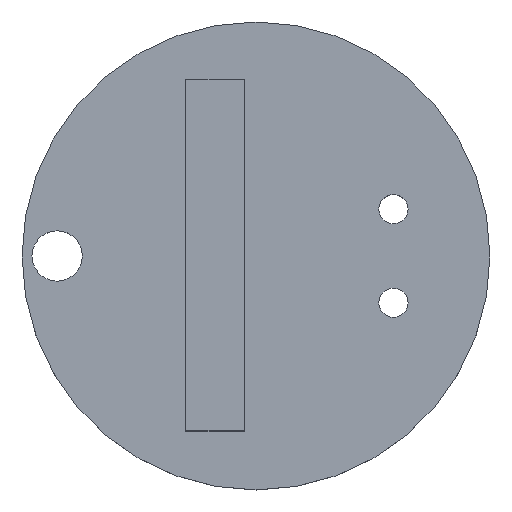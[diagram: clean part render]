
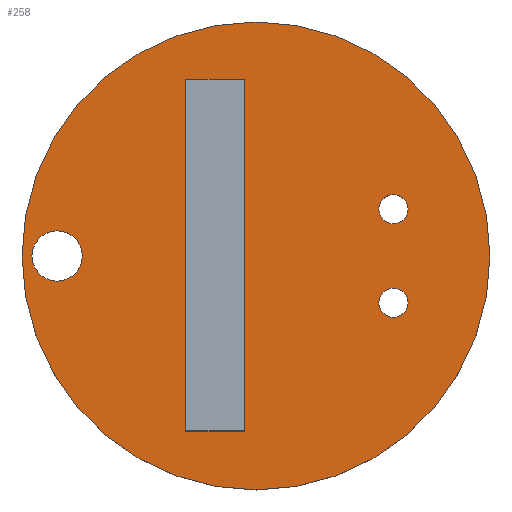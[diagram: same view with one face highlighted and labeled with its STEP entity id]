
A CAD part, top view. The second image highlights one B-rep face of the part: STEP entity #258.
In plain terms, the highlighted planar face has unit normal (0, 0, 1).
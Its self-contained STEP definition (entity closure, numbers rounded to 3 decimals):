
#15=LINE('',#408,#27);
#16=LINE('',#410,#28);
#17=LINE('',#412,#29);
#18=LINE('',#413,#30);
#27=VECTOR('',#330,1.);
#28=VECTOR('',#331,1.);
#29=VECTOR('',#332,1.);
#30=VECTOR('',#333,1.);
#52=FACE_BOUND('',#93,.T.);
#53=FACE_BOUND('',#94,.T.);
#54=FACE_BOUND('',#95,.T.);
#55=FACE_BOUND('',#96,.T.);
#70=FACE_OUTER_BOUND('',#92,.T.);
#92=EDGE_LOOP('',(#198));
#93=EDGE_LOOP('',(#199,#200,#201,#202));
#94=EDGE_LOOP('',(#203));
#95=EDGE_LOOP('',(#204));
#96=EDGE_LOOP('',(#205));
#128=CIRCLE('',#282,1.25);
#129=CIRCLE('',#284,20.);
#130=CIRCLE('',#285,2.15);
#131=CIRCLE('',#286,1.25);
#144=VERTEX_POINT('',#401);
#145=VERTEX_POINT('',#404);
#146=VERTEX_POINT('',#406);
#147=VERTEX_POINT('',#407);
#148=VERTEX_POINT('',#409);
#149=VERTEX_POINT('',#411);
#150=VERTEX_POINT('',#414);
#151=VERTEX_POINT('',#416);
#168=EDGE_CURVE('',#144,#144,#128,.T.);
#169=EDGE_CURVE('',#145,#145,#129,.T.);
#170=EDGE_CURVE('',#146,#147,#15,.T.);
#171=EDGE_CURVE('',#148,#146,#16,.T.);
#172=EDGE_CURVE('',#149,#148,#17,.T.);
#173=EDGE_CURVE('',#147,#149,#18,.T.);
#174=EDGE_CURVE('',#150,#150,#130,.T.);
#175=EDGE_CURVE('',#151,#151,#131,.T.);
#198=ORIENTED_EDGE('',*,*,#169,.F.);
#199=ORIENTED_EDGE('',*,*,#170,.F.);
#200=ORIENTED_EDGE('',*,*,#171,.F.);
#201=ORIENTED_EDGE('',*,*,#172,.F.);
#202=ORIENTED_EDGE('',*,*,#173,.F.);
#203=ORIENTED_EDGE('',*,*,#174,.F.);
#204=ORIENTED_EDGE('',*,*,#175,.T.);
#205=ORIENTED_EDGE('',*,*,#168,.T.);
#248=PLANE('',#283);
#258=ADVANCED_FACE('',(#70,#52,#53,#54,#55),#248,.F.);
#282=AXIS2_PLACEMENT_3D('',#402,#324,#325);
#283=AXIS2_PLACEMENT_3D('',#403,#326,#327);
#284=AXIS2_PLACEMENT_3D('',#405,#328,#329);
#285=AXIS2_PLACEMENT_3D('',#415,#334,#335);
#286=AXIS2_PLACEMENT_3D('',#417,#336,#337);
#324=DIRECTION('center_axis',(0.,0.,-1.));
#325=DIRECTION('ref_axis',(0.,1.,0.));
#326=DIRECTION('center_axis',(0.,0.,-1.));
#327=DIRECTION('ref_axis',(0.,-1.,0.));
#328=DIRECTION('center_axis',(0.,0.,-1.));
#329=DIRECTION('ref_axis',(0.,1.,0.));
#330=DIRECTION('',(-1.,0.,0.));
#331=DIRECTION('',(0.,1.,0.));
#332=DIRECTION('',(1.,0.,0.));
#333=DIRECTION('',(0.,-1.,0.));
#334=DIRECTION('center_axis',(0.,0.,1.));
#335=DIRECTION('ref_axis',(1.,0.,0.));
#336=DIRECTION('center_axis',(0.,0.,-1.));
#337=DIRECTION('ref_axis',(0.,1.,0.));
#401=CARTESIAN_POINT('',(11.75,46.25,293.));
#402=CARTESIAN_POINT('Origin',(11.75,45.,293.));
#403=CARTESIAN_POINT('Origin',(0.,41.,293.));
#404=CARTESIAN_POINT('',(0.,61.,293.));
#405=CARTESIAN_POINT('Origin',(0.,41.,293.));
#406=CARTESIAN_POINT('',(-1.,56.,293.));
#407=CARTESIAN_POINT('',(-6.,56.,293.));
#408=CARTESIAN_POINT('',(0.,56.,293.));
#409=CARTESIAN_POINT('',(-1.,26.,293.));
#410=CARTESIAN_POINT('',(-1.,41.,293.));
#411=CARTESIAN_POINT('',(-6.,26.,293.));
#412=CARTESIAN_POINT('',(0.,26.,293.));
#413=CARTESIAN_POINT('',(-6.,41.,293.));
#414=CARTESIAN_POINT('',(-14.85,41.,293.));
#415=CARTESIAN_POINT('Origin',(-17.,41.,293.));
#416=CARTESIAN_POINT('',(11.75,38.25,293.));
#417=CARTESIAN_POINT('Origin',(11.75,37.,293.));
